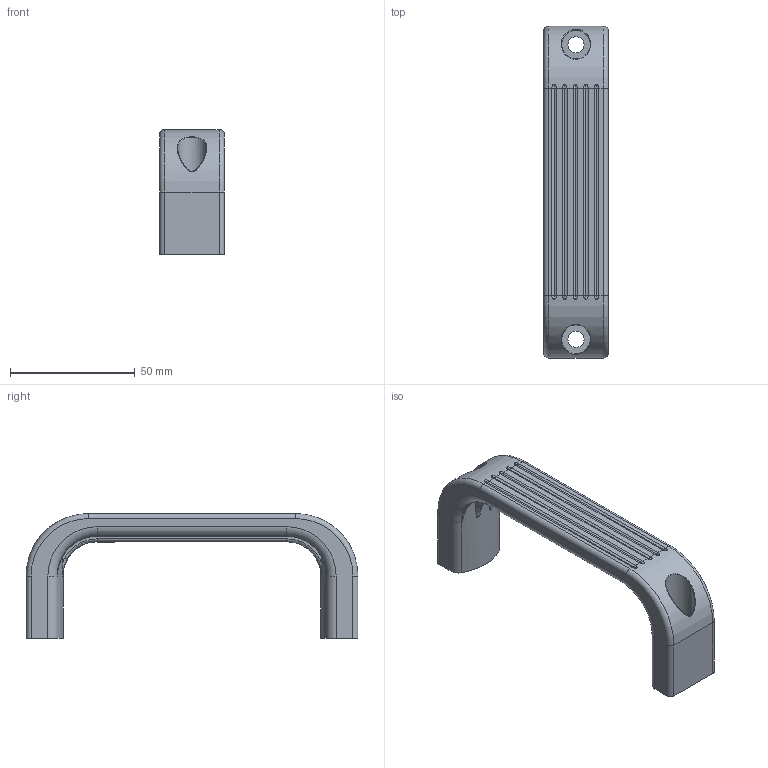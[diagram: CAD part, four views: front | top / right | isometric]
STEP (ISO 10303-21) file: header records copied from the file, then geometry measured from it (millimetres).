
FILE_DESCRIPTION(('STEP AP214'),'1');
FILE_NAME('fath_092308.stp','2018-02-19T08:38:56',('TraceParts'),('TraceParts S.A.'),'Spatial InterOp 3D',' ',' ');
FILE_SCHEMA(('automotive_design'));
Length unit declared in the file: millimetre
Products named in the file (1): fath_092308
Bounding box: 26 x 133 x 50 mm (x, y, z)
Volume: 39208.5 mm3; surface area: 23223 mm2
Topology: 1 solids, 1 shells, 204 faces, 512 edges, 312 vertices
Faces by surface type: cylinder 84, torus 56, plane 42, bspline 20, cone 2
Entity records: 9633 total; most frequent: CARTESIAN_POINT 3191, DIRECTION 1022, ORIENTED_EDGE 1016, EDGE_CURVE 508, AXIS2_PLACEMENT_3D 423, VERTEX_POINT 312, CIRCLE 238, EDGE_LOOP 214
